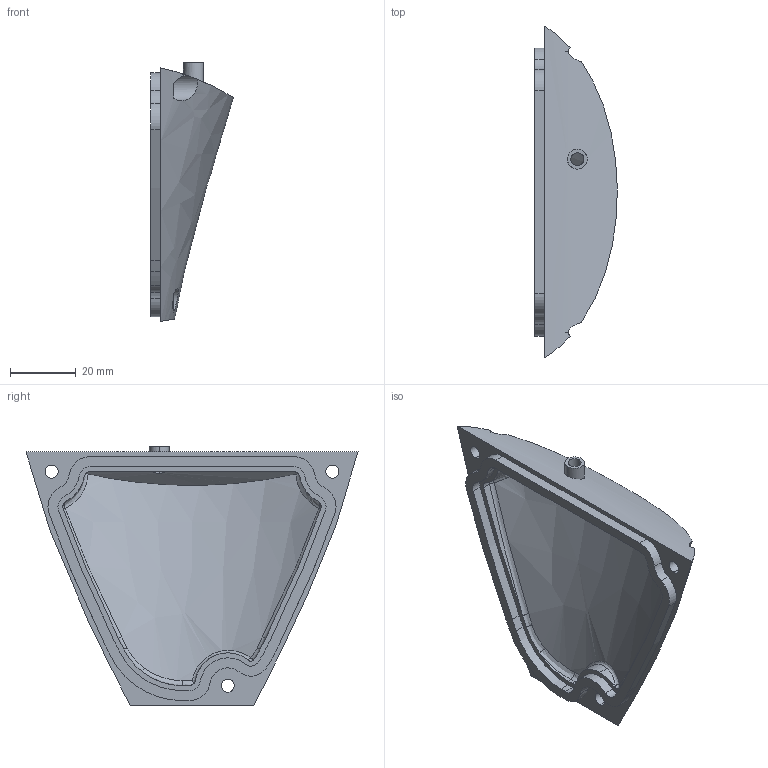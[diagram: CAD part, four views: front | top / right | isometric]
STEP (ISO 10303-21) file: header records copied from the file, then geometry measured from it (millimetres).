
FILE_DESCRIPTION (( 'STEP AP214' ), '1' );
FILE_NAME ('Mid_Lid_2.5.STEP', '2018-06-22T11:53:58', ( '' ), ( '' ), 'SwSTEP 2.0', 'SolidWorks 2016', '' );
FILE_SCHEMA (( 'AUTOMOTIVE_DESIGN' ));
Length unit declared in the file: millimetre
Products named in the file (1): Mid_Lid_2.5
Bounding box: 25.19 x 101.17 x 78.87 mm (x, y, z)
Volume: 22883.3 mm3; surface area: 16974.9 mm2
Topology: 1 solids, 1 shells, 93 faces, 257 edges, 167 vertices
Faces by surface type: cylinder 56, bspline 22, plane 13, sphere 2
Entity records: 4789 total; most frequent: CARTESIAN_POINT 2521, ORIENTED_EDGE 506, DIRECTION 422, EDGE_CURVE 253, AXIS2_PLACEMENT_3D 173, VERTEX_POINT 165, EDGE_LOOP 104, CIRCLE 101
